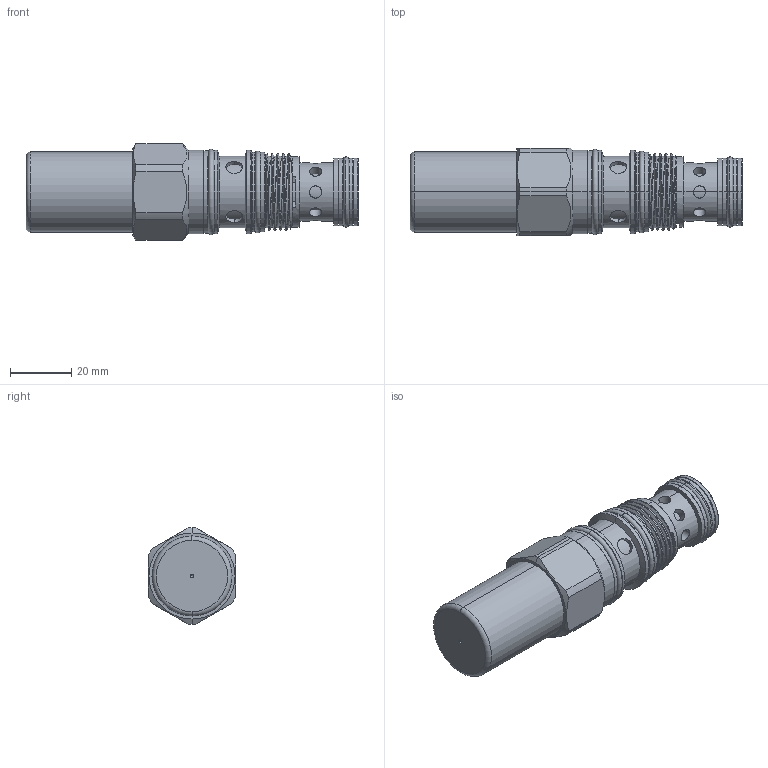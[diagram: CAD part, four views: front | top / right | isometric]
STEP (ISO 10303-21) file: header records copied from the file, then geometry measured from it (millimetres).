
FILE_DESCRIPTION (( 'STEP AP203' ), '1' );
FILE_NAME ('DP2A3Q-C.STEP', '2020-04-14T08:44:38', ( '' ), ( '' ), 'SwSTEP 2.0', 'SolidWorks 2018', '' );
FILE_SCHEMA (( 'CONFIG_CONTROL_DESIGN' ));
Length unit declared in the file: millimetre
Products named in the file (1): DP2A3Q-C
Bounding box: 108.71 x 28.57 x 31.6 mm (x, y, z)
Volume: 45214 mm3; surface area: 19860 mm2
Topology: 6 solids, 6 shells, 304 faces, 697 edges, 434 vertices
Faces by surface type: cylinder 158, plane 64, torus 40, cone 35, bspline 7
Entity records: 14628 total; most frequent: CARTESIAN_POINT 7875, DIRECTION 1410, ORIENTED_EDGE 1390, EDGE_CURVE 695, AXIS2_PLACEMENT_3D 595, VERTEX_POINT 434, EDGE_LOOP 343, FACE_OUTER_BOUND 304
